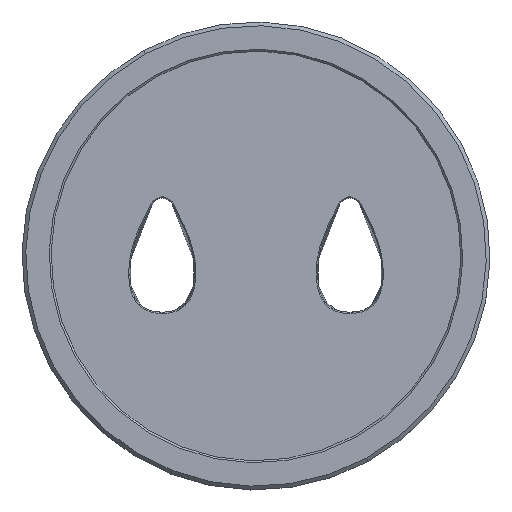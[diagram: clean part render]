
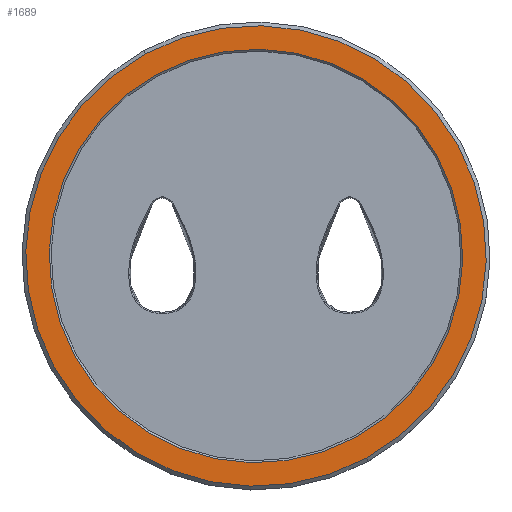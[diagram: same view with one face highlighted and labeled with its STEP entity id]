
A CAD part, top view. The second image highlights one B-rep face of the part: STEP entity #1689.
In plain terms, the highlighted planar face has unit normal (0, 0, 1).
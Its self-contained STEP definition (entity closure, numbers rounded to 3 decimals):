
#299=CARTESIAN_POINT('Vertex',(-26.368,48.267,33.1)) ;
#302=CARTESIAN_POINT('Axis2P3D Location',(0.,0.,33.1)) ;
#306=CARTESIAN_POINT('Vertex',(26.368,-48.267,33.1)) ;
#331=CARTESIAN_POINT('Axis2P3D Location',(0.,0.,33.1)) ;
#1662=CARTESIAN_POINT('Axis2P3D Location',(0.,62.25,33.1)) ;
#1667=CARTESIAN_POINT('Axis2P3D Location',(0.,0.,33.1)) ;
#1671=CARTESIAN_POINT('Vertex',(29.365,-53.752,33.1)) ;
#1673=CARTESIAN_POINT('Vertex',(-29.365,53.752,33.1)) ;
#1676=CARTESIAN_POINT('Axis2P3D Location',(0.,0.,33.1)) ;
#303=DIRECTION('Axis2P3D Direction',(0.,0.,1.)) ;
#332=DIRECTION('Axis2P3D Direction',(0.,0.,1.)) ;
#1663=DIRECTION('Axis2P3D Direction',(0.,0.,1.)) ;
#1664=DIRECTION('Axis2P3D XDirection',(1.,0.,0.)) ;
#1668=DIRECTION('Axis2P3D Direction',(0.,0.,1.)) ;
#1677=DIRECTION('Axis2P3D Direction',(0.,0.,1.)) ;
#304=AXIS2_PLACEMENT_3D('Circle Axis2P3D',#302,#303,$) ;
#333=AXIS2_PLACEMENT_3D('Circle Axis2P3D',#331,#332,$) ;
#1665=AXIS2_PLACEMENT_3D('Plane Axis2P3D',#1662,#1663,#1664) ;
#1669=AXIS2_PLACEMENT_3D('Circle Axis2P3D',#1667,#1668,$) ;
#1678=AXIS2_PLACEMENT_3D('Circle Axis2P3D',#1676,#1677,$) ;
#1682=ORIENTED_EDGE('',*,*,#1675,.T.) ;
#1683=ORIENTED_EDGE('',*,*,#1680,.T.) ;
#1686=ORIENTED_EDGE('',*,*,#308,.T.) ;
#1687=ORIENTED_EDGE('',*,*,#335,.T.) ;
#1688=FACE_BOUND('',#1685,.T.) ;
#1689=ADVANCED_FACE('Corps principal',(#1684,#1688),#1666,.T.) ;
#305=CIRCLE('generated circle',#304,55.) ;
#334=CIRCLE('generated circle',#333,55.) ;
#1670=CIRCLE('generated circle',#1669,61.25) ;
#1679=CIRCLE('generated circle',#1678,61.25) ;
#308=EDGE_CURVE('',#307,#300,#305,.F.) ;
#335=EDGE_CURVE('',#300,#307,#334,.F.) ;
#1675=EDGE_CURVE('',#1672,#1674,#1670,.T.) ;
#1680=EDGE_CURVE('',#1674,#1672,#1679,.T.) ;
#1681=EDGE_LOOP('',(#1682,#1683)) ;
#1685=EDGE_LOOP('',(#1686,#1687)) ;
#1684=FACE_OUTER_BOUND('',#1681,.T.) ;
#1666=PLANE('Plane',#1665) ;
#300=VERTEX_POINT('',#299) ;
#307=VERTEX_POINT('',#306) ;
#1672=VERTEX_POINT('',#1671) ;
#1674=VERTEX_POINT('',#1673) ;
